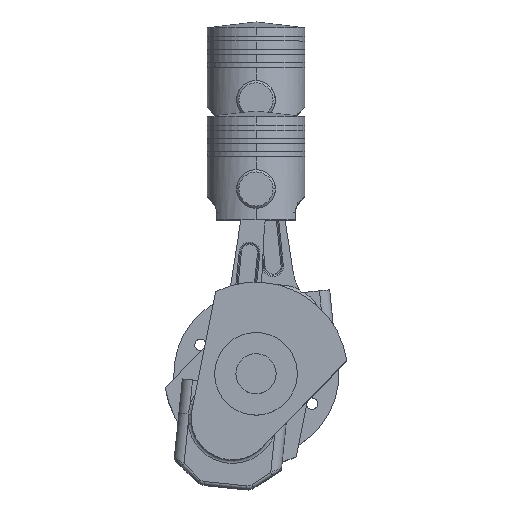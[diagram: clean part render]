
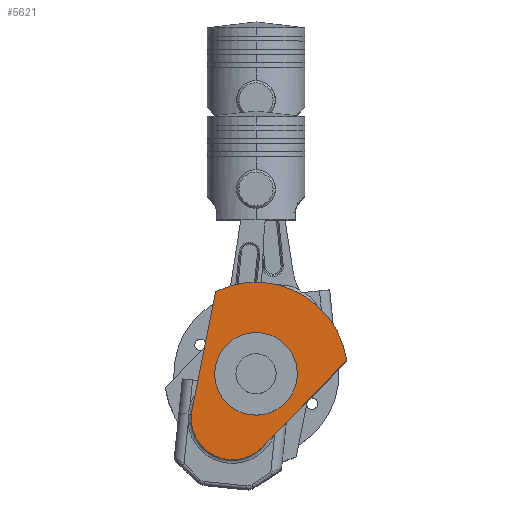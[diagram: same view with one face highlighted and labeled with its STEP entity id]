
A CAD part, top view. The second image highlights one B-rep face of the part: STEP entity #5621.
In plain terms, the highlighted planar face has unit normal (0, 0, 1).
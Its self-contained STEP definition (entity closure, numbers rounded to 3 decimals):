
#159 = AXIS2_PLACEMENT_3D ( 'NONE', #8942, #2025, #4450 ) ;
#463 = VERTEX_POINT ( 'NONE', #6220 ) ;
#729 = CIRCLE ( 'NONE', #2020, 36. ) ;
#768 = LINE ( 'NONE', #5825, #2484 ) ;
#1085 = DIRECTION ( 'NONE',  ( 0., 0., 1. ) ) ;
#1215 = ORIENTED_EDGE ( 'NONE', *, *, #7849, .T. ) ;
#1450 = DIRECTION ( 'NONE',  ( 1., 0., 0. ) ) ;
#1543 = VERTEX_POINT ( 'NONE', #5113 ) ;
#1847 = CARTESIAN_POINT ( 'NONE',  ( -46.5, -13.774, 15. ) ) ;
#2020 = AXIS2_PLACEMENT_3D ( 'NONE', #9613, #1085, #5770 ) ;
#2025 = DIRECTION ( 'NONE',  ( 0., 0., 1. ) ) ;
#2055 = EDGE_LOOP ( 'NONE', ( #6558, #5000 ) ) ;
#2102 = FACE_OUTER_BOUND ( 'NONE', #9740, .T. ) ;
#2123 = VERTEX_POINT ( 'NONE', #4938 ) ;
#2304 = CIRCLE ( 'NONE', #7955, 80. ) ;
#2340 = EDGE_CURVE ( 'NONE', #463, #8506, #7346, .T. ) ;
#2484 = VECTOR ( 'NONE', #3607, 1000. ) ;
#2626 = EDGE_CURVE ( 'NONE', #1543, #2123, #768, .T. ) ;
#3469 = AXIS2_PLACEMENT_3D ( 'NONE', #6856, #5179, #3758 ) ;
#3607 = DIRECTION ( 'NONE',  ( -0.284, -0.959, 0. ) ) ;
#3758 = DIRECTION ( 'NONE',  ( 1., 0., 0. ) ) ;
#3824 = ORIENTED_EDGE ( 'NONE', *, *, #2626, .F. ) ;
#4078 = CARTESIAN_POINT ( 'NONE',  ( 36., 0., 15. ) ) ;
#4213 = ORIENTED_EDGE ( 'NONE', *, *, #6540, .T. ) ;
#4450 = DIRECTION ( 'NONE',  ( 1., 0., 0. ) ) ;
#4938 = CARTESIAN_POINT ( 'NONE',  ( 34.518, -54.225, 15. ) ) ;
#5000 = ORIENTED_EDGE ( 'NONE', *, *, #8730, .F. ) ;
#5072 = LINE ( 'NONE', #1847, #8700 ) ;
#5091 = EDGE_CURVE ( 'NONE', #5260, #1543, #2304, .T. ) ;
#5113 = CARTESIAN_POINT ( 'NONE',  ( 64.57, 47.231, 15. ) ) ;
#5179 = DIRECTION ( 'NONE',  ( 0., 0., 1. ) ) ;
#5260 = VERTEX_POINT ( 'NONE', #9523 ) ;
#5621 = ADVANCED_FACE ( 'NONE', ( #8401, #2102 ), #7465, .T. ) ;
#5770 = DIRECTION ( 'NONE',  ( 1., 0., 0. ) ) ;
#5825 = CARTESIAN_POINT ( 'NONE',  ( 46.5, -13.774, 15. ) ) ;
#6220 = CARTESIAN_POINT ( 'NONE',  ( -36., 0., 15. ) ) ;
#6222 = VERTEX_POINT ( 'NONE', #8207 ) ;
#6292 = CIRCLE ( 'NONE', #159, 36. ) ;
#6345 = CARTESIAN_POINT ( 'NONE',  ( 0., 0., 15. ) ) ;
#6540 = EDGE_CURVE ( 'NONE', #6222, #2123, #729, .T. ) ;
#6558 = ORIENTED_EDGE ( 'NONE', *, *, #2340, .F. ) ;
#6586 = DIRECTION ( 'NONE',  ( 0.284, -0.959, 0. ) ) ;
#6856 = CARTESIAN_POINT ( 'NONE',  ( 0., 0., 15. ) ) ;
#7346 = CIRCLE ( 'NONE', #3469, 36. ) ;
#7465 = PLANE ( 'NONE',  #8289 ) ;
#7680 = ORIENTED_EDGE ( 'NONE', *, *, #5091, .F. ) ;
#7849 = EDGE_CURVE ( 'NONE', #5260, #6222, #5072, .T. ) ;
#7955 = AXIS2_PLACEMENT_3D ( 'NONE', #6345, #7973, #9434 ) ;
#7973 = DIRECTION ( 'NONE',  ( 0., 0., -1. ) ) ;
#8207 = CARTESIAN_POINT ( 'NONE',  ( -34.518, -54.225, 15. ) ) ;
#8289 = AXIS2_PLACEMENT_3D ( 'NONE', #8355, #9133, #1450 ) ;
#8355 = CARTESIAN_POINT ( 'NONE',  ( 0., 0., 15. ) ) ;
#8401 = FACE_BOUND ( 'NONE', #2055, .T. ) ;
#8506 = VERTEX_POINT ( 'NONE', #4078 ) ;
#8700 = VECTOR ( 'NONE', #6586, 1000. ) ;
#8730 = EDGE_CURVE ( 'NONE', #8506, #463, #6292, .T. ) ;
#8942 = CARTESIAN_POINT ( 'NONE',  ( 0., 0., 15. ) ) ;
#9133 = DIRECTION ( 'NONE',  ( 0., 0., 1. ) ) ;
#9434 = DIRECTION ( 'NONE',  ( 1., 0., 0. ) ) ;
#9523 = CARTESIAN_POINT ( 'NONE',  ( -64.57, 47.231, 15. ) ) ;
#9613 = CARTESIAN_POINT ( 'NONE',  ( 0., -44., 15. ) ) ;
#9740 = EDGE_LOOP ( 'NONE', ( #1215, #4213, #3824, #7680 ) ) ;
